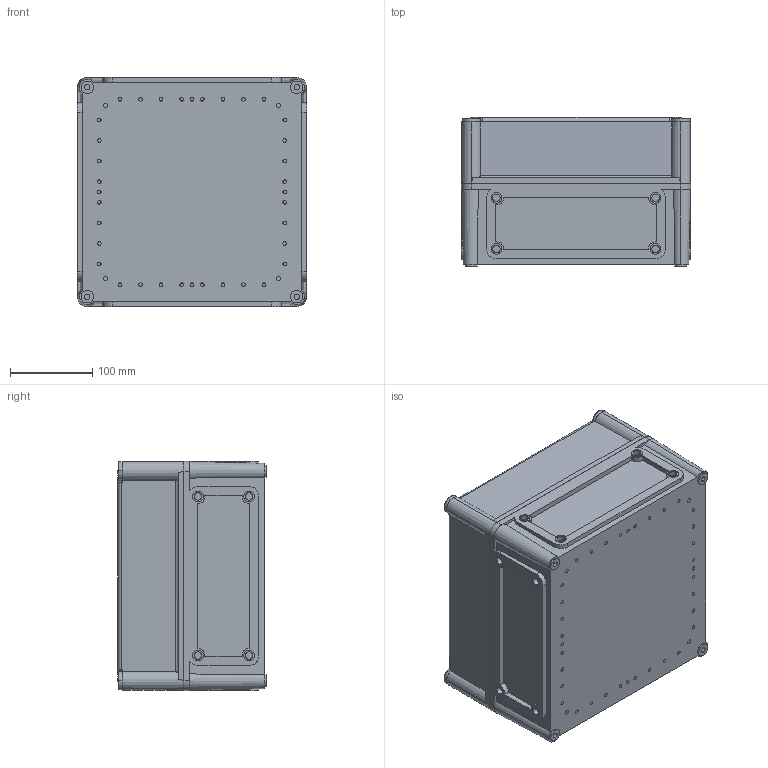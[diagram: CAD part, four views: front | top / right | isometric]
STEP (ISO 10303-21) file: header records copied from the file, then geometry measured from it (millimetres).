
FILE_DESCRIPTION (( 'STEP AP214' ), '1' );
FILE_NAME ('FIBOX_EKOE_180T_2538140.STEP', '2022-12-19T11:01:36', ( 'fiboxadmin' ), ( '' ), 'SwSTEP 2.0', 'SolidWorks 2021', '' );
FILE_SCHEMA (( 'AUTOMOTIVE_DESIGN' ));
Length unit declared in the file: millimetre
Products named in the file (4): Fibox_EKOE_280x280x100_B; FIBOX_EKOE_180T_2538140; SS 10563 long Cross head screw; FIBOX_EKO80C
Assembly tree (6 placements, depth 2):
  FIBOX_EKOE_180T_2538140
    Fibox_EKOE_280x280x100_B
    FIBOX_EKO80C
    SS 10563 long Cross head screw  x4
Bounding box: 279 x 180.5 x 279 mm (x, y, z)
Volume: 1428295.1 mm3; surface area: 743727.8 mm2
Topology: 6 solids, 6 shells, 1320 faces, 3347 edges, 2165 vertices
Faces by surface type: plane 637, cylinder 512, cone 105, bspline 56, torus 10
Entity records: 32000 total; most frequent: CARTESIAN_POINT 7060, DIRECTION 5117, ORIENTED_EDGE 4822, EDGE_CURVE 2411, AXIS2_PLACEMENT_3D 1973, VERTEX_POINT 1580, VECTOR 1171, LINE 1171
